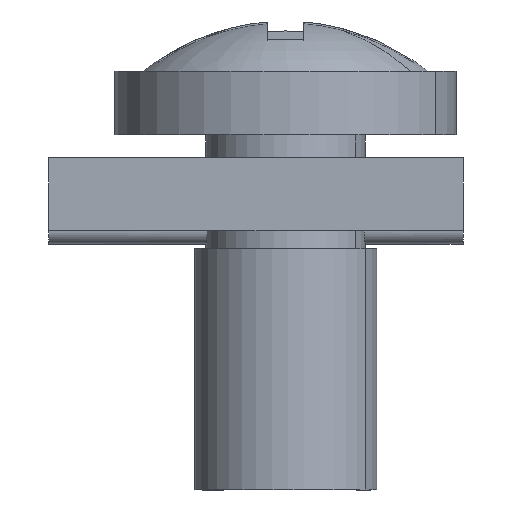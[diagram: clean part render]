
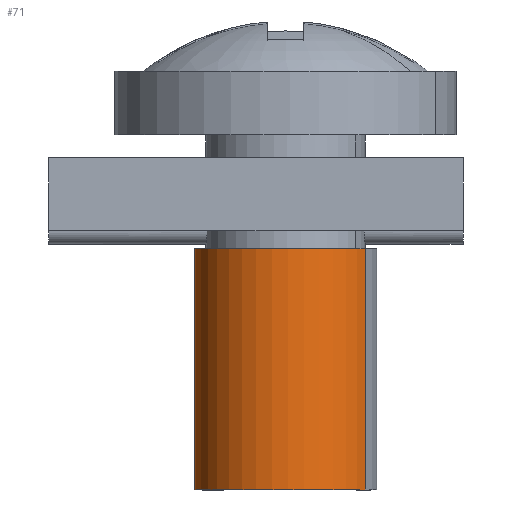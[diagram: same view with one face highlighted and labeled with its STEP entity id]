
A CAD part, front view. The second image highlights one B-rep face of the part: STEP entity #71.
In plain terms, the highlighted cylindrical face has radius 2 mm (diameter 4 mm), a partial arc.
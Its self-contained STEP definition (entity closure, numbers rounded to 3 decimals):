
#35=AXIS2_PLACEMENT_3D('Cylinder Axis2P3D',#32,#33,#34) ;
#39=AXIS2_PLACEMENT_3D('Circle Axis2P3D',#37,#38,$) ;
#55=AXIS2_PLACEMENT_3D('Circle Axis2P3D',#53,#54,$) ;
#32=CARTESIAN_POINT('Axis2P3D Location',(5.2,3.75,5.15)) ;
#37=CARTESIAN_POINT('Axis2P3D Location',(5.2,3.75,0.)) ;
#41=CARTESIAN_POINT('Vertex',(6.955,2.791,0.)) ;
#43=CARTESIAN_POINT('Vertex',(3.445,4.709,0.)) ;
#46=CARTESIAN_POINT('Line Origine',(6.955,2.791,2.65)) ;
#50=CARTESIAN_POINT('Vertex',(6.955,2.791,5.3)) ;
#53=CARTESIAN_POINT('Axis2P3D Location',(5.2,3.75,5.3)) ;
#57=CARTESIAN_POINT('Vertex',(3.445,4.709,5.3)) ;
#60=CARTESIAN_POINT('Line Origine',(3.445,4.709,2.65)) ;
#33=DIRECTION('Axis2P3D Direction',(0.,0.,-1.)) ;
#34=DIRECTION('Axis2P3D XDirection',(0.878,-0.479,0.)) ;
#38=DIRECTION('Axis2P3D Direction',(0.,0.,-1.)) ;
#47=DIRECTION('Vector Direction',(0.,0.,-1.)) ;
#54=DIRECTION('Axis2P3D Direction',(0.,0.,-1.)) ;
#61=DIRECTION('Vector Direction',(0.,0.,-1.)) ;
#48=VECTOR('Line Direction',#47,1.) ;
#62=VECTOR('Line Direction',#61,1.) ;
#66=ORIENTED_EDGE('',*,*,#45,.F.) ;
#67=ORIENTED_EDGE('',*,*,#52,.T.) ;
#68=ORIENTED_EDGE('',*,*,#59,.T.) ;
#69=ORIENTED_EDGE('',*,*,#64,.F.) ;
#71=ADVANCED_FACE('Hauptkoerper',(#70),#36,.T.) ;
#40=CIRCLE('generated circle',#39,2.) ;
#56=CIRCLE('generated circle',#55,2.) ;
#36=CYLINDRICAL_SURFACE('generated cylinder',#35,2.) ;
#45=EDGE_CURVE('',#42,#44,#40,.T.) ;
#52=EDGE_CURVE('',#42,#51,#49,.F.) ;
#59=EDGE_CURVE('',#51,#58,#56,.T.) ;
#64=EDGE_CURVE('',#44,#58,#63,.F.) ;
#65=EDGE_LOOP('',(#66,#67,#68,#69)) ;
#70=FACE_OUTER_BOUND('',#65,.T.) ;
#49=LINE('Line',#46,#48) ;
#63=LINE('Line',#60,#62) ;
#42=VERTEX_POINT('',#41) ;
#44=VERTEX_POINT('',#43) ;
#51=VERTEX_POINT('',#50) ;
#58=VERTEX_POINT('',#57) ;
